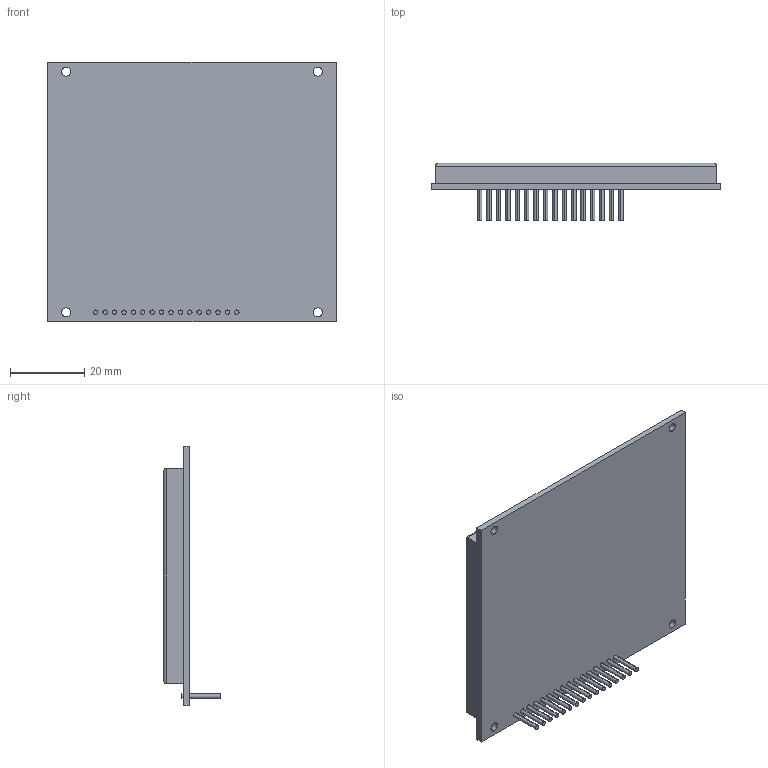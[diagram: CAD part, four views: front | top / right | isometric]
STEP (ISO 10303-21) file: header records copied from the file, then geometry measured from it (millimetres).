
FILE_DESCRIPTION (( 'STEP AP214' ), '1' );
FILE_NAME ('349038D8-30AF-4681-BDB6-CBAB294CA4FD.STEP', '2007-12-27T21:55:46', ( 'SysAdmin' ), ( 'SolidWorks' ), 'SwSTEP 2.0', 'SolidWorks 2008', '' );
FILE_SCHEMA (( 'AUTOMOTIVE_DESIGN' ));
Length unit declared in the file: millimetre
Products named in the file (1): 349038D8-30AF-4681-BDB6-CBAB294CA4FD
Bounding box: 78 x 15.4 x 70 mm (x, y, z)
Volume: 31239.6 mm3; surface area: 13512.5 mm2
Topology: 1 solids, 1 shells, 138 faces, 296 edges, 196 vertices
Faces by surface type: cylinder 80, plane 58
Entity records: 5269 total; most frequent: DIRECTION 722, CARTESIAN_POINT 643, ORIENTED_EDGE 592, EDGE_CURVE 296, AXIS2_PLACEMENT_3D 291, VERTEX_POINT 196, EDGE_LOOP 182, CIRCLE 152
